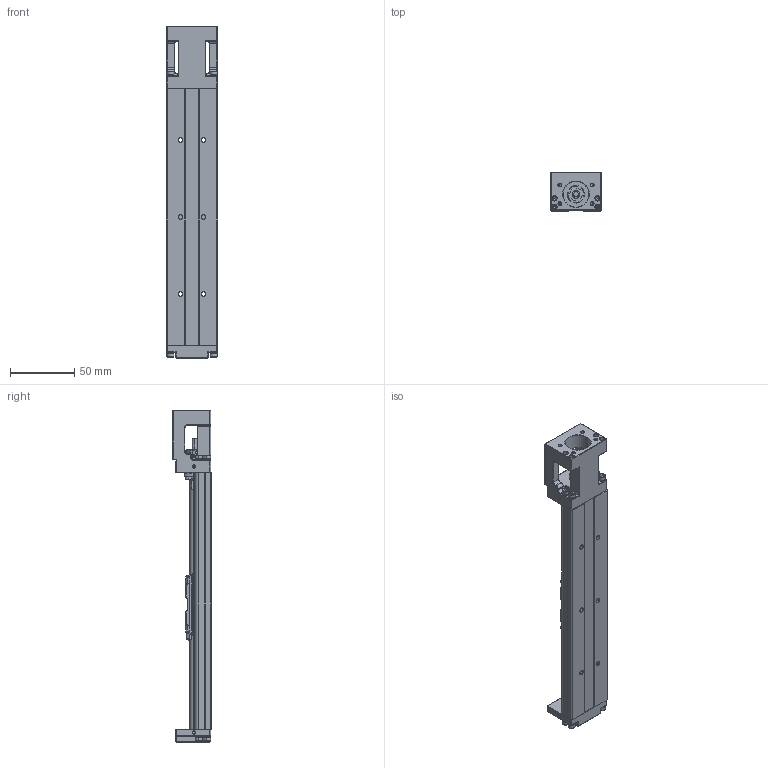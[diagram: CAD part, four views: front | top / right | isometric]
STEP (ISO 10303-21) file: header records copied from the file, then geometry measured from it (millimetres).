
FILE_DESCRIPTION (( 'STEP AP214' ), '1' );
FILE_NAME ('XSK40-200A1-F0.STEP', '2021-05-31T03:58:56', ( '' ), ( '' ), 'SwSTEP 2.0', 'SolidWorks 2016', '' );
FILE_SCHEMA (( 'AUTOMOTIVE_DESIGN' ));
Length unit declared in the file: millimetre
Products named in the file (3): XSK40-200A1-F0; XSK40-200-F0_W; XSK40-FS_W
Assembly tree (2 placements, depth 2):
  XSK40-200A1-F0
    XSK40-200-F0_W
    XSK40-FS_W
Bounding box: 40 x 30 x 259 mm (x, y, z)
Volume: 120758.7 mm3; surface area: 56794 mm2
Topology: 21 solids, 62 shells, 1624 faces, 3982 edges, 2466 vertices
Faces by surface type: plane 745, cylinder 477, cone 276, bspline 126
Entity records: 102578 total; most frequent: CARTESIAN_POINT 46803, DIRECTION 7938, ORIENTED_EDGE 7784, EDGE_CURVE 3892, AXIS2_PLACEMENT_3D 2923, VERTEX_POINT 2466, LINE 2092, VECTOR 2092
